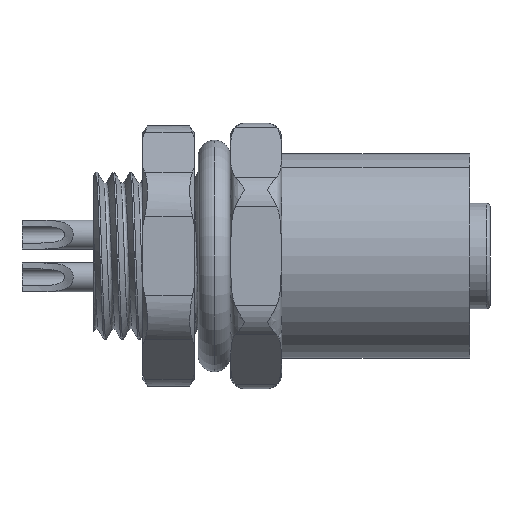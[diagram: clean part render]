
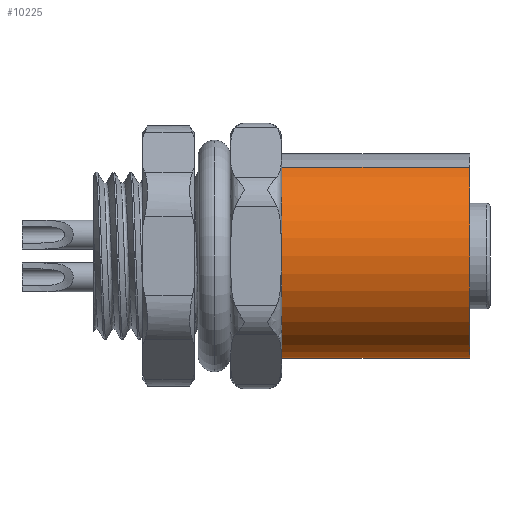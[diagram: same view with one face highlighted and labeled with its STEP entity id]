
A CAD part, front view. The second image highlights one B-rep face of the part: STEP entity #10225.
In plain terms, the highlighted cylindrical face has radius 3 mm (diameter 6 mm), a partial arc.
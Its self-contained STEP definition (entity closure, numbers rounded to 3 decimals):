
#180 = VECTOR ( 'NONE', #11885, 1000. ) ;
#786 = CARTESIAN_POINT ( 'NONE',  ( 1.5, 0., -3. ) ) ;
#1173 = CARTESIAN_POINT ( 'NONE',  ( 1.5, 0., 0. ) ) ;
#1390 = DIRECTION ( 'NONE',  ( -1., 0., 0. ) ) ;
#1573 = VERTEX_POINT ( 'NONE', #4149 ) ;
#1684 = CARTESIAN_POINT ( 'NONE',  ( 7., 0., 0. ) ) ;
#1971 = ORIENTED_EDGE ( 'NONE', *, *, #3329, .F. ) ;
#2620 = DIRECTION ( 'NONE',  ( 1., 0., 0. ) ) ;
#3160 = LINE ( 'NONE', #11285, #7517 ) ;
#3329 = EDGE_CURVE ( 'NONE', #7511, #7749, #3160, .T. ) ;
#3642 = CARTESIAN_POINT ( 'NONE',  ( 7., 0., 3. ) ) ;
#3879 = ORIENTED_EDGE ( 'NONE', *, *, #8526, .F. ) ;
#4149 = CARTESIAN_POINT ( 'NONE',  ( 7., 0., 3. ) ) ;
#4260 = AXIS2_PLACEMENT_3D ( 'NONE', #1684, #8033, #5319 ) ;
#4505 = DIRECTION ( 'NONE',  ( 0., 0., -1. ) ) ;
#5319 = DIRECTION ( 'NONE',  ( 0., 0., 1. ) ) ;
#5572 = LINE ( 'NONE', #3642, #180 ) ;
#5603 = ORIENTED_EDGE ( 'NONE', *, *, #8495, .F. ) ;
#5776 = CIRCLE ( 'NONE', #6924, 3. ) ;
#6172 = EDGE_LOOP ( 'NONE', ( #1971, #3879, #11790, #5603 ) ) ;
#6226 = FACE_OUTER_BOUND ( 'NONE', #6172, .T. ) ;
#6321 = CARTESIAN_POINT ( 'NONE',  ( 1.5, 0., 3. ) ) ;
#6809 = VERTEX_POINT ( 'NONE', #6321 ) ;
#6924 = AXIS2_PLACEMENT_3D ( 'NONE', #7926, #2620, #4505 ) ;
#7511 = VERTEX_POINT ( 'NONE', #7733 ) ;
#7517 = VECTOR ( 'NONE', #1390, 1000. ) ;
#7733 = CARTESIAN_POINT ( 'NONE',  ( 7., 0., -3. ) ) ;
#7749 = VERTEX_POINT ( 'NONE', #786 ) ;
#7756 = DIRECTION ( 'NONE',  ( -1., 0., 0. ) ) ;
#7926 = CARTESIAN_POINT ( 'NONE',  ( 7., 0., 0. ) ) ;
#8033 = DIRECTION ( 'NONE',  ( -1., 0., 0. ) ) ;
#8495 = EDGE_CURVE ( 'NONE', #7749, #6809, #10394, .T. ) ;
#8526 = EDGE_CURVE ( 'NONE', #1573, #7511, #5776, .T. ) ;
#8882 = EDGE_CURVE ( 'NONE', #1573, #6809, #5572, .T. ) ;
#9901 = CYLINDRICAL_SURFACE ( 'NONE', #4260, 3. ) ;
#10225 = ADVANCED_FACE ( 'NONE', ( #6226 ), #9901, .T. ) ;
#10394 = CIRCLE ( 'NONE', #11156, 3. ) ;
#11156 = AXIS2_PLACEMENT_3D ( 'NONE', #1173, #7756, #11429 ) ;
#11285 = CARTESIAN_POINT ( 'NONE',  ( 7., 0., -3. ) ) ;
#11429 = DIRECTION ( 'NONE',  ( 0., 0., 1. ) ) ;
#11790 = ORIENTED_EDGE ( 'NONE', *, *, #8882, .T. ) ;
#11885 = DIRECTION ( 'NONE',  ( -1., 0., 0. ) ) ;
